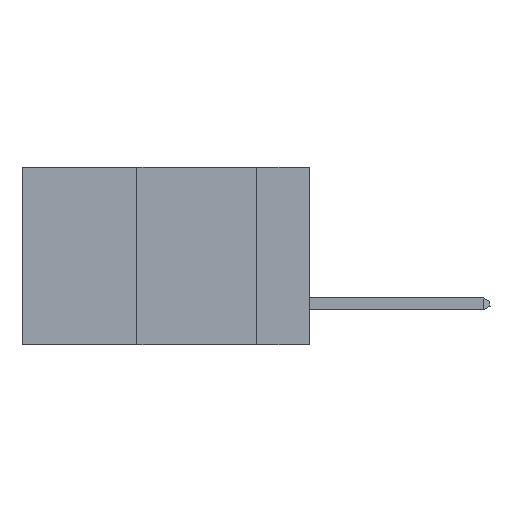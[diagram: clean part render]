
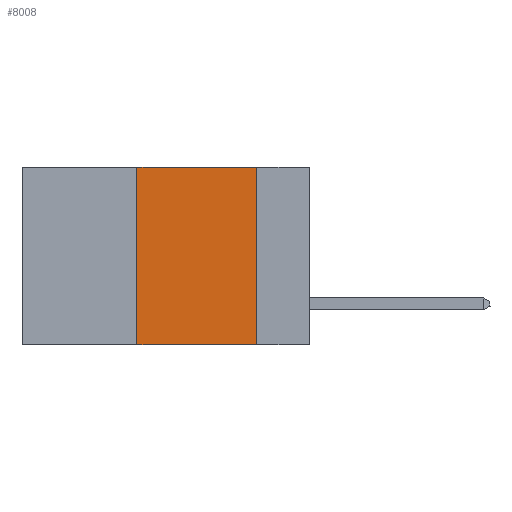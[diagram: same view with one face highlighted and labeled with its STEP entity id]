
A CAD part, left-side view. The second image highlights one B-rep face of the part: STEP entity #8008.
In plain terms, the highlighted planar face has unit normal (-1, 0, 0).
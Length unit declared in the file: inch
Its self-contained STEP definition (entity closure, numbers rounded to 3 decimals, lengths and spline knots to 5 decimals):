
#618 = CARTESIAN_POINT ( 'NONE',  ( 0., 0.6, -0.37 ) ) ;
#827 = PLANE ( 'NONE',  #2432 ) ;
#891 = DIRECTION ( 'NONE',  ( 1., 0., 0. ) ) ;
#1237 = ORIENTED_EDGE ( 'NONE', *, *, #6812, .F. ) ;
#1559 = FACE_OUTER_BOUND ( 'NONE', #8153, .T. ) ;
#2344 = DIRECTION ( 'NONE',  ( 0., 0., -1. ) ) ;
#2432 = AXIS2_PLACEMENT_3D ( 'NONE', #3651, #891, #2344 ) ;
#3129 = CARTESIAN_POINT ( 'NONE',  ( 0., 0.6, 0. ) ) ;
#3184 = CARTESIAN_POINT ( 'NONE',  ( 0., 0.36, 0. ) ) ;
#3262 = ORIENTED_EDGE ( 'NONE', *, *, #3288, .F. ) ;
#3288 = EDGE_CURVE ( 'NONE', #7115, #9878, #9951, .T. ) ;
#3554 = ORIENTED_EDGE ( 'NONE', *, *, #17830, .T. ) ;
#3651 = CARTESIAN_POINT ( 'NONE',  ( 0., 0.6, 0. ) ) ;
#4861 = CARTESIAN_POINT ( 'NONE',  ( 0., 0.11, 0. ) ) ;
#4876 = VERTEX_POINT ( 'NONE', #12208 ) ;
#5638 = VECTOR ( 'NONE', #13255, 39.37008 ) ;
#6685 = VERTEX_POINT ( 'NONE', #15560 ) ;
#6812 = EDGE_CURVE ( 'NONE', #9878, #4876, #10226, .T. ) ;
#6845 = LINE ( 'NONE', #618, #14708 ) ;
#7115 = VERTEX_POINT ( 'NONE', #14328 ) ;
#8008 = ADVANCED_FACE ( 'NONE', ( #1559 ), #827, .F. ) ;
#8153 = EDGE_LOOP ( 'NONE', ( #8226, #1237, #3262, #3554 ) ) ;
#8226 = ORIENTED_EDGE ( 'NONE', *, *, #14407, .F. ) ;
#9227 = DIRECTION ( 'NONE',  ( 0., 0., 1. ) ) ;
#9878 = VERTEX_POINT ( 'NONE', #3184 ) ;
#9951 = LINE ( 'NONE', #17635, #14297 ) ;
#10226 = LINE ( 'NONE', #3129, #5638 ) ;
#11120 = LINE ( 'NONE', #4861, #17508 ) ;
#12208 = CARTESIAN_POINT ( 'NONE',  ( 0., 0.11, 0. ) ) ;
#13145 = DIRECTION ( 'NONE',  ( 0., 0., -1. ) ) ;
#13255 = DIRECTION ( 'NONE',  ( 0., -1., 0. ) ) ;
#13273 = DIRECTION ( 'NONE',  ( 0., -1., 0. ) ) ;
#14297 = VECTOR ( 'NONE', #9227, 39.37008 ) ;
#14328 = CARTESIAN_POINT ( 'NONE',  ( 0., 0.36, -0.37 ) ) ;
#14407 = EDGE_CURVE ( 'NONE', #4876, #6685, #11120, .T. ) ;
#14708 = VECTOR ( 'NONE', #13273, 39.37008 ) ;
#15560 = CARTESIAN_POINT ( 'NONE',  ( 0., 0.11, -0.37 ) ) ;
#17508 = VECTOR ( 'NONE', #13145, 39.37008 ) ;
#17635 = CARTESIAN_POINT ( 'NONE',  ( 0., 0.36, 0. ) ) ;
#17830 = EDGE_CURVE ( 'NONE', #7115, #6685, #6845, .T. ) ;
